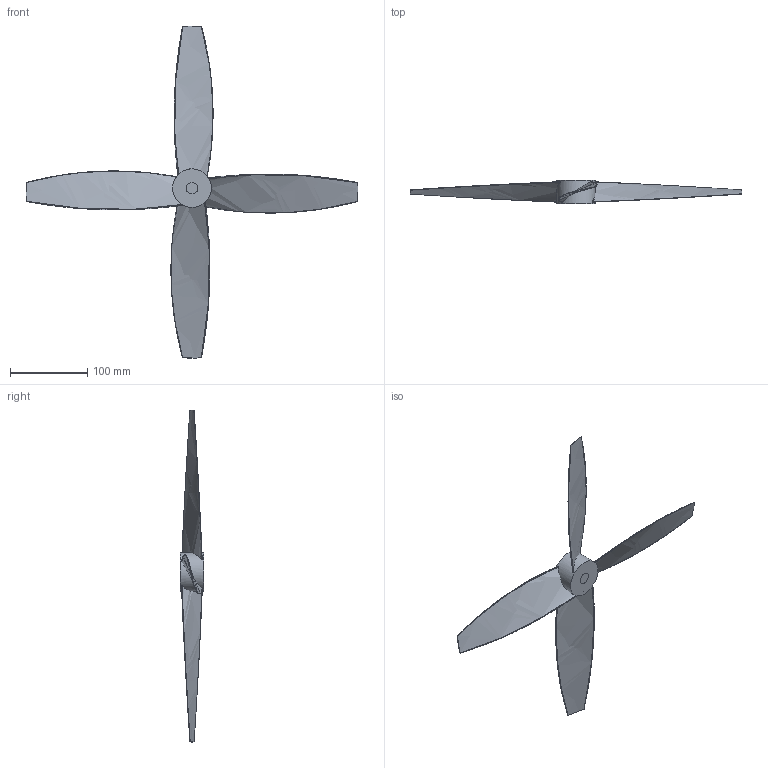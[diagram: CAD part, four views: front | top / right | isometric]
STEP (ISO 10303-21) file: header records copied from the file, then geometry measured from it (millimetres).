
FILE_DESCRIPTION(('FreeCAD Model'),'2;1');
FILE_NAME('Open CASCADE Shape Model','2023-01-05T11:06:44',('Author'),( ''),'Open CASCADE STEP processor 7.5','FreeCAD','Unknown');
FILE_SCHEMA(('AUTOMOTIVE_DESIGN { 1 0 10303 214 1 1 1 1 }'));
Length unit declared in the file: millimetre
Products named in the file (17): propellers; Body; Sketch; DatumPlane; Sketch001; Sketch002; DatumPlane001; Sketch003; Sketch004; DatumPlane002; Sketch005; Sketch006; AdditiveLoft; PolarPattern; Pad; Sketch008; Pocket
Assembly tree (16 placements, depth 2):
  propellers
    Body
    Sketch
    DatumPlane
    Sketch001
    Sketch002
    DatumPlane001
    Sketch003
    Sketch004
    DatumPlane002
    Sketch005
    Sketch006
    AdditiveLoft
    PolarPattern
    Pad
    Sketch008
    Pocket
Bounding box: 430 x 30 x 430 mm (x, y, z)
Volume: 350328.7 mm3; surface area: 347380 mm2
Topology: 5 solids, 5 shells, 105 faces, 298 edges, 257 vertices
Faces by surface type: bspline 68, plane 32, cylinder 5
Full cylindrical faces by diameter (mm): 15 x2, 50 x3
Entity records: 14336 total; most frequent: CARTESIAN_POINT 9382, DIRECTION 612, ORIENTED_EDGE 496, PCURVE 496, DEFINITIONAL_REPRESENTATION 496, B_SPLINE_CURVE_WITH_KNOTS 389, EDGE_CURVE 248, SURFACE_CURVE 240
